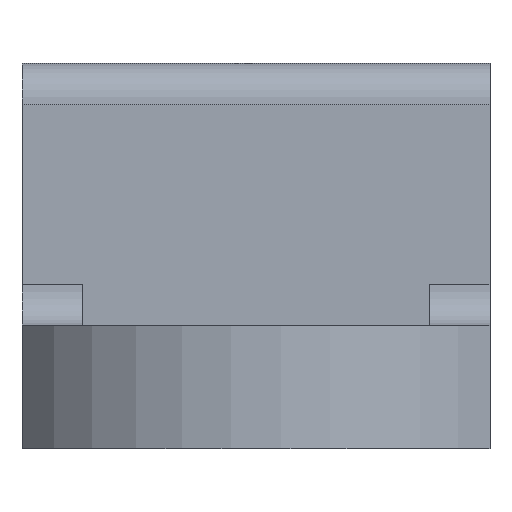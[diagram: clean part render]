
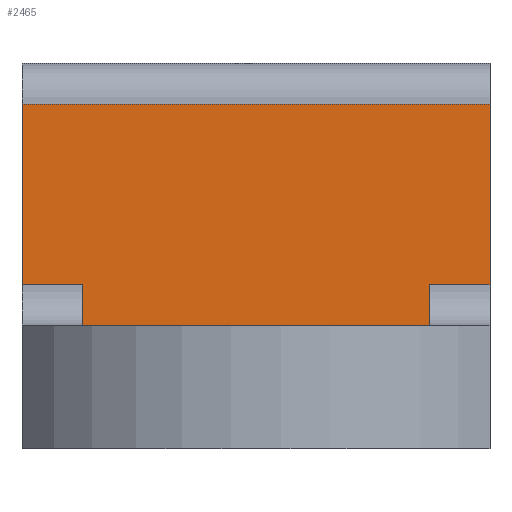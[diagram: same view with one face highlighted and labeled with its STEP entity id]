
A CAD part, front view. The second image highlights one B-rep face of the part: STEP entity #2465.
In plain terms, the highlighted planar face has unit normal (0, -1, 0).
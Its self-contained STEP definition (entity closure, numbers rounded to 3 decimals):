
#89=PLANE('',#2632);
#183=FACE_OUTER_BOUND('',#333,.T.);
#333=EDGE_LOOP('',(#1775,#1776,#1777,#1778,#1779,#1780,#1781,#1782));
#555=LINE('',#3645,#817);
#559=LINE('',#3656,#821);
#560=LINE('',#3659,#822);
#561=LINE('',#3661,#823);
#562=LINE('',#3663,#824);
#563=LINE('',#3665,#825);
#564=LINE('',#3667,#826);
#565=LINE('',#3668,#827);
#817=VECTOR('',#2905,10.);
#821=VECTOR('',#2915,10.);
#822=VECTOR('',#2918,10.);
#823=VECTOR('',#2919,10.);
#824=VECTOR('',#2920,10.);
#825=VECTOR('',#2921,10.);
#826=VECTOR('',#2922,10.);
#827=VECTOR('',#2923,10.);
#1180=VERTEX_POINT('',#3642);
#1181=VERTEX_POINT('',#3644);
#1185=VERTEX_POINT('',#3654);
#1186=VERTEX_POINT('',#3658);
#1187=VERTEX_POINT('',#3660);
#1188=VERTEX_POINT('',#3662);
#1189=VERTEX_POINT('',#3664);
#1190=VERTEX_POINT('',#3666);
#1414=EDGE_CURVE('',#1181,#1180,#555,.T.);
#1420=EDGE_CURVE('',#1185,#1180,#559,.T.);
#1421=EDGE_CURVE('',#1186,#1185,#560,.T.);
#1422=EDGE_CURVE('',#1187,#1186,#561,.T.);
#1423=EDGE_CURVE('',#1187,#1188,#562,.T.);
#1424=EDGE_CURVE('',#1188,#1189,#563,.T.);
#1425=EDGE_CURVE('',#1190,#1189,#564,.T.);
#1426=EDGE_CURVE('',#1181,#1190,#565,.T.);
#1775=ORIENTED_EDGE('',*,*,#1420,.F.);
#1776=ORIENTED_EDGE('',*,*,#1421,.F.);
#1777=ORIENTED_EDGE('',*,*,#1422,.F.);
#1778=ORIENTED_EDGE('',*,*,#1423,.T.);
#1779=ORIENTED_EDGE('',*,*,#1424,.T.);
#1780=ORIENTED_EDGE('',*,*,#1425,.F.);
#1781=ORIENTED_EDGE('',*,*,#1426,.F.);
#1782=ORIENTED_EDGE('',*,*,#1414,.T.);
#2465=ADVANCED_FACE('',(#183),#89,.F.);
#2632=AXIS2_PLACEMENT_3D('',#3657,#2916,#2917);
#2905=DIRECTION('',(0.,0.,1.));
#2915=DIRECTION('',(1.,0.,0.));
#2916=DIRECTION('center_axis',(0.,1.,0.));
#2917=DIRECTION('ref_axis',(1.,0.,0.));
#2918=DIRECTION('',(0.,0.,1.));
#2919=DIRECTION('',(-1.,0.,0.));
#2920=DIRECTION('',(0.,0.,-1.));
#2921=DIRECTION('',(1.,0.,0.));
#2922=DIRECTION('',(0.,0.,-1.));
#2923=DIRECTION('',(-1.,0.,0.));
#3642=CARTESIAN_POINT('',(57.,89.464,42.));
#3644=CARTESIAN_POINT('',(57.,89.464,20.));
#3645=CARTESIAN_POINT('',(57.,89.464,15.));
#3654=CARTESIAN_POINT('',(0.,89.464,42.));
#3656=CARTESIAN_POINT('',(17.925,89.464,42.));
#3657=CARTESIAN_POINT('Origin',(7.35,89.464,15.));
#3658=CARTESIAN_POINT('',(0.,89.464,20.));
#3659=CARTESIAN_POINT('',(0.,89.464,15.));
#3660=CARTESIAN_POINT('',(7.35,89.464,20.));
#3661=CARTESIAN_POINT('',(17.925,89.464,20.));
#3662=CARTESIAN_POINT('',(7.35,89.464,7.));
#3663=CARTESIAN_POINT('',(7.35,89.464,15.));
#3664=CARTESIAN_POINT('',(49.65,89.464,7.));
#3665=CARTESIAN_POINT('',(7.35,89.464,7.));
#3666=CARTESIAN_POINT('',(49.65,89.464,20.));
#3667=CARTESIAN_POINT('',(49.65,89.464,15.));
#3668=CARTESIAN_POINT('',(17.925,89.464,20.));
